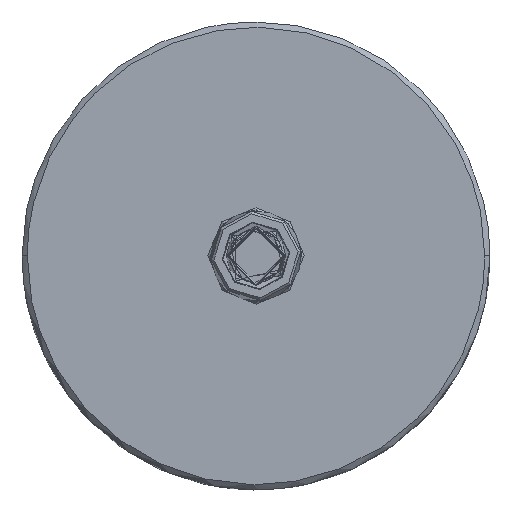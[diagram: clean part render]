
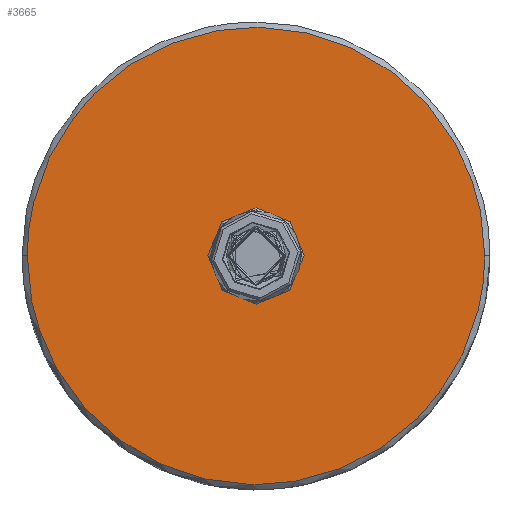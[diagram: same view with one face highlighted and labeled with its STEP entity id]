
A CAD part, top view. The second image highlights one B-rep face of the part: STEP entity #3665.
In plain terms, the highlighted face is planar.
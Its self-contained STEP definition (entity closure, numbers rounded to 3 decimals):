
#1155=FACE_BOUND('',#11263,.T.);
#3665=ADVANCED_FACE('',(#7083,#1155),#49917,.T.);
#7083=FACE_OUTER_BOUND('',#11262,.T.);
#11262=EDGE_LOOP('',(#23244,#23245));
#11263=EDGE_LOOP('',(#23246,#23247));
#23244=ORIENTED_EDGE('',*,*,#33263,.T.);
#23245=ORIENTED_EDGE('',*,*,#33275,.T.);
#23246=ORIENTED_EDGE('',*,*,#33332,.T.);
#23247=ORIENTED_EDGE('',*,*,#33259,.T.);
#33259=EDGE_CURVE('',#46761,#46762,#39003,.T.);
#33263=EDGE_CURVE('',#46763,#46764,#39007,.T.);
#33275=EDGE_CURVE('',#46764,#46763,#39017,.T.);
#33332=EDGE_CURVE('',#46762,#46761,#39060,.T.);
#39003=(
BOUNDED_CURVE()
B_SPLINE_CURVE(2,(#168182,#168183,#168184,#168185,#168186),
 .UNSPECIFIED.,.F.,.F.)
B_SPLINE_CURVE_WITH_KNOTS((3,2,3),(0.,29.06,58.119),
 .UNSPECIFIED.)
CURVE()
GEOMETRIC_REPRESENTATION_ITEM()
RATIONAL_B_SPLINE_CURVE((1.,0.707,1.,0.707,1.))
REPRESENTATION_ITEM('')
);
#39007=(
BOUNDED_CURVE()
B_SPLINE_CURVE(2,(#168196,#168197,#168198,#168199,#168200),
 .UNSPECIFIED.,.F.,.F.)
B_SPLINE_CURVE_WITH_KNOTS((3,2,3),(0.,138.23,276.46),
 .UNSPECIFIED.)
CURVE()
GEOMETRIC_REPRESENTATION_ITEM()
RATIONAL_B_SPLINE_CURVE((1.,0.707,1.,0.707,1.))
REPRESENTATION_ITEM('')
);
#39017=(
BOUNDED_CURVE()
B_SPLINE_CURVE(2,(#168244,#168245,#168246,#168247,#168248),
 .UNSPECIFIED.,.F.,.F.)
B_SPLINE_CURVE_WITH_KNOTS((3,2,3),(0.,138.23,276.46),
 .UNSPECIFIED.)
CURVE()
GEOMETRIC_REPRESENTATION_ITEM()
RATIONAL_B_SPLINE_CURVE((1.,0.707,1.,0.707,1.))
REPRESENTATION_ITEM('')
);
#39060=(
BOUNDED_CURVE()
B_SPLINE_CURVE(2,(#168471,#168472,#168473,#168474,#168475),
 .UNSPECIFIED.,.F.,.F.)
B_SPLINE_CURVE_WITH_KNOTS((3,2,3),(0.,29.06,58.119),
 .UNSPECIFIED.)
CURVE()
GEOMETRIC_REPRESENTATION_ITEM()
RATIONAL_B_SPLINE_CURVE((1.,0.707,1.,0.707,1.))
REPRESENTATION_ITEM('')
);
#46761=VERTEX_POINT('',#166270);
#46762=VERTEX_POINT('',#166271);
#46763=VERTEX_POINT('',#166272);
#46764=VERTEX_POINT('',#166273);
#49917=PLANE('',#52894);
#52894=AXIS2_PLACEMENT_3D('',#160907,#54761,$);
#54761=DIRECTION('',(0.,1.,0.));
#160907=CARTESIAN_POINT('',(-105.72,4.,105.72));
#166270=CARTESIAN_POINT('',(0.,4.,-18.5));
#166271=CARTESIAN_POINT('',(0.,4.,18.5));
#166272=CARTESIAN_POINT('',(-88.,4.,0.));
#166273=CARTESIAN_POINT('',(88.,4.,0.));
#168182=CARTESIAN_POINT('',(0.,4.,-18.5));
#168183=CARTESIAN_POINT('',(18.5,4.,-18.5));
#168184=CARTESIAN_POINT('',(18.5,4.,0.));
#168185=CARTESIAN_POINT('',(18.5,4.,18.5));
#168186=CARTESIAN_POINT('',(0.,4.,18.5));
#168196=CARTESIAN_POINT('',(-88.,4.,0.));
#168197=CARTESIAN_POINT('',(-88.,4.,88.));
#168198=CARTESIAN_POINT('',(0.,4.,88.));
#168199=CARTESIAN_POINT('',(88.,4.,88.));
#168200=CARTESIAN_POINT('',(88.,4.,0.));
#168244=CARTESIAN_POINT('',(88.,4.,0.));
#168245=CARTESIAN_POINT('',(88.,4.,-88.));
#168246=CARTESIAN_POINT('',(0.,4.,-88.));
#168247=CARTESIAN_POINT('',(-88.,4.,-88.));
#168248=CARTESIAN_POINT('',(-88.,4.,0.));
#168471=CARTESIAN_POINT('',(0.,4.,18.5));
#168472=CARTESIAN_POINT('',(-18.5,4.,18.5));
#168473=CARTESIAN_POINT('',(-18.5,4.,0.));
#168474=CARTESIAN_POINT('',(-18.5,4.,-18.5));
#168475=CARTESIAN_POINT('',(0.,4.,-18.5));
